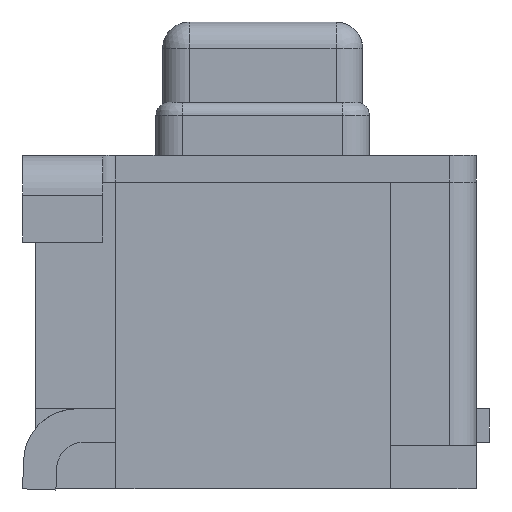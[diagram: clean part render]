
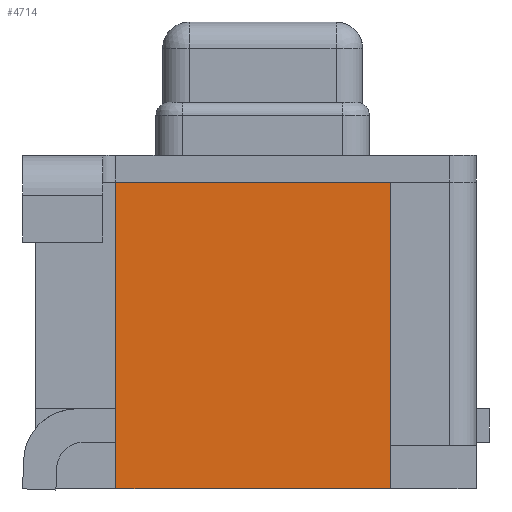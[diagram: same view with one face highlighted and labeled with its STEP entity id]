
A CAD part, left-side view. The second image highlights one B-rep face of the part: STEP entity #4714.
In plain terms, the highlighted planar face has unit normal (-1, 0, 0).
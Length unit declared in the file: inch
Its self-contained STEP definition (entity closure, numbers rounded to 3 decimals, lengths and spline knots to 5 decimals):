
#479=FACE_OUTER_BOUND('',#757,.T.);
#757=EDGE_LOOP('',(#3643,#3644,#3645,#3646,#3647));
#975=LINE('',#6874,#1487);
#1178=LINE('',#7310,#1690);
#1182=LINE('',#7317,#1694);
#1183=LINE('',#7320,#1695);
#1187=LINE('',#7327,#1699);
#1487=VECTOR('',#5498,0.0811);
#1690=VECTOR('',#5875,0.0128);
#1694=VECTOR('',#5883,0.07776);
#1695=VECTOR('',#5886,0.0811);
#1699=VECTOR('',#5896,0.09055);
#1991=VERTEX_POINT('',#6848);
#2003=VERTEX_POINT('',#6872);
#2044=VERTEX_POINT('',#6968);
#2149=VERTEX_POINT('',#7309);
#2151=VERTEX_POINT('',#7319);
#2463=EDGE_CURVE('',#1991,#2003,#975,.T.);
#2678=EDGE_CURVE('',#2149,#2044,#1178,.T.);
#2682=EDGE_CURVE('',#2044,#1991,#1182,.T.);
#2683=EDGE_CURVE('',#2149,#2151,#1183,.T.);
#2687=EDGE_CURVE('',#2151,#2003,#1187,.T.);
#3643=ORIENTED_EDGE('',*,*,#2463,.T.);
#3644=ORIENTED_EDGE('',*,*,#2687,.F.);
#3645=ORIENTED_EDGE('',*,*,#2683,.F.);
#3646=ORIENTED_EDGE('',*,*,#2678,.T.);
#3647=ORIENTED_EDGE('',*,*,#2682,.T.);
#4522=PLANE('',#5042);
#4714=ADVANCED_FACE('',(#479),#4522,.T.);
#5042=AXIS2_PLACEMENT_3D('',#7326,#5894,#5895);
#5498=DIRECTION('',(0.,1.,0.));
#5875=DIRECTION('',(0.,0.,1.));
#5883=DIRECTION('',(0.,0.,1.));
#5886=DIRECTION('',(0.,1.,0.));
#5894=DIRECTION('center_axis',(-1.,0.,0.));
#5895=DIRECTION('ref_axis',(0.,0.,1.));
#5896=DIRECTION('',(0.,0.,1.));
#6848=CARTESIAN_POINT('',(-0.11811,-0.0378,0.09055));
#6872=CARTESIAN_POINT('',(-0.11811,0.04331,0.09055));
#6874=CARTESIAN_POINT('',(-0.11811,-0.0378,0.09055));
#6968=CARTESIAN_POINT('',(-0.11811,-0.0378,0.0128));
#7309=CARTESIAN_POINT('',(-0.11811,-0.0378,0.));
#7310=CARTESIAN_POINT('',(-0.11811,-0.0378,0.));
#7317=CARTESIAN_POINT('',(-0.11811,-0.0378,0.0128));
#7319=CARTESIAN_POINT('',(-0.11811,0.04331,0.));
#7320=CARTESIAN_POINT('',(-0.11811,-0.0378,0.));
#7326=CARTESIAN_POINT('Origin',(-0.11811,-0.04185,-0.00453));
#7327=CARTESIAN_POINT('',(-0.11811,0.04331,0.));
